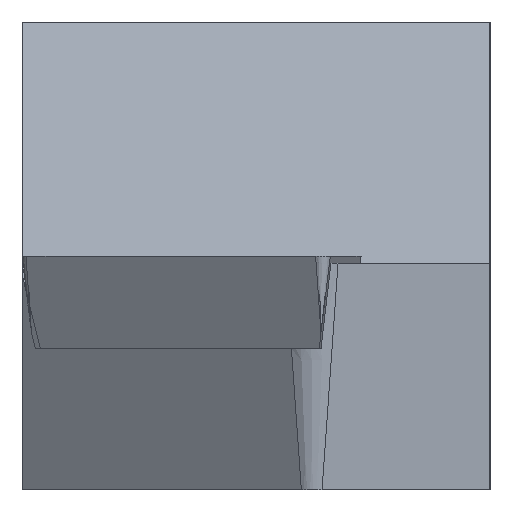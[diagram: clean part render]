
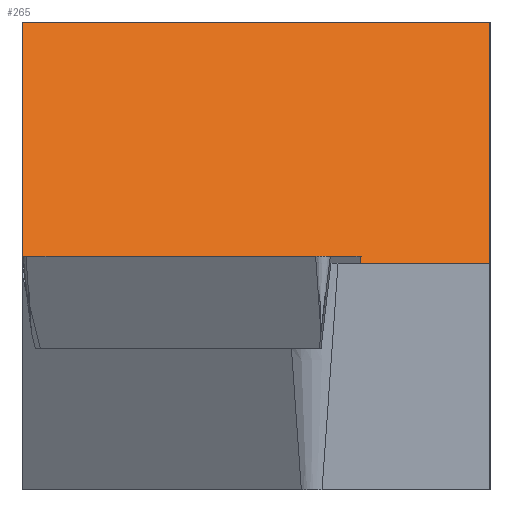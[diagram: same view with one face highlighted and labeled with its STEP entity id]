
A CAD part, left-side view. The second image highlights one B-rep face of the part: STEP entity #265.
In plain terms, the highlighted planar face has unit normal (-0.94, 0, 0.342).
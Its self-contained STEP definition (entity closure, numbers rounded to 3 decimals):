
#240=PLANE('',#700);
#265=ADVANCED_FACE('',(#292),#240,.F.);
#292=FACE_OUTER_BOUND('',#319,.T.);
#319=EDGE_LOOP('',(#433,#434,#435,#436));
#433=ORIENTED_EDGE('',*,*,#559,.F.);
#434=ORIENTED_EDGE('',*,*,#535,.F.);
#435=ORIENTED_EDGE('',*,*,#552,.F.);
#436=ORIENTED_EDGE('',*,*,#543,.F.);
#486=VERTEX_POINT('',#904);
#487=VERTEX_POINT('',#906);
#493=VERTEX_POINT('',#920);
#494=VERTEX_POINT('',#922);
#535=EDGE_CURVE('',#486,#487,#591,.T.);
#543=EDGE_CURVE('',#493,#494,#597,.T.);
#552=EDGE_CURVE('',#494,#486,#604,.T.);
#559=EDGE_CURVE('',#487,#493,#611,.T.);
#591=LINE('',#905,#643);
#597=LINE('',#921,#649);
#604=LINE('',#938,#656);
#611=LINE('',#952,#663);
#643=VECTOR('',#765,1.);
#649=VECTOR('',#777,1.);
#656=VECTOR('',#790,1.);
#663=VECTOR('',#811,1.);
#700=AXIS2_PLACEMENT_3D('',#953,#812,#813);
#765=DIRECTION('',(-0.342,0.,-0.94));
#777=DIRECTION('',(0.342,0.,0.94));
#790=DIRECTION('',(0.,-1.,0.));
#811=DIRECTION('',(0.,1.,0.));
#812=DIRECTION('',(0.94,0.,-0.342));
#813=DIRECTION('',(-0.342,0.,-0.94));
#904=CARTESIAN_POINT('',(23.749,0.,10.));
#905=CARTESIAN_POINT('',(26.241,0.,16.846));
#906=CARTESIAN_POINT('',(20.,0.,-0.3));
#920=CARTESIAN_POINT('',(20.,20.,-0.3));
#921=CARTESIAN_POINT('',(14.543,20.,-15.293));
#922=CARTESIAN_POINT('',(23.749,20.,10.));
#938=CARTESIAN_POINT('',(23.749,0.,10.));
#952=CARTESIAN_POINT('',(20.,21.,-0.3));
#953=CARTESIAN_POINT('',(20.,21.,-0.3));
